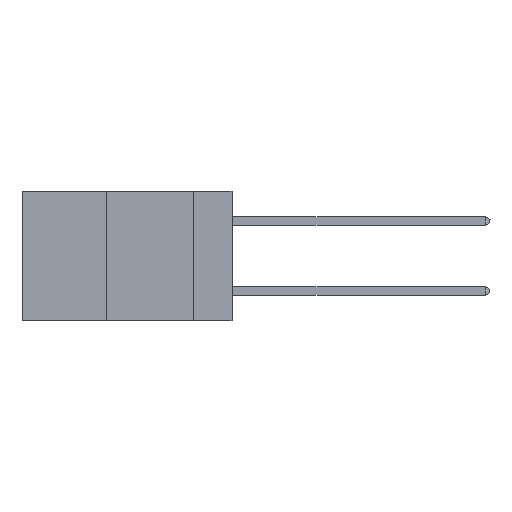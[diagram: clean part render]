
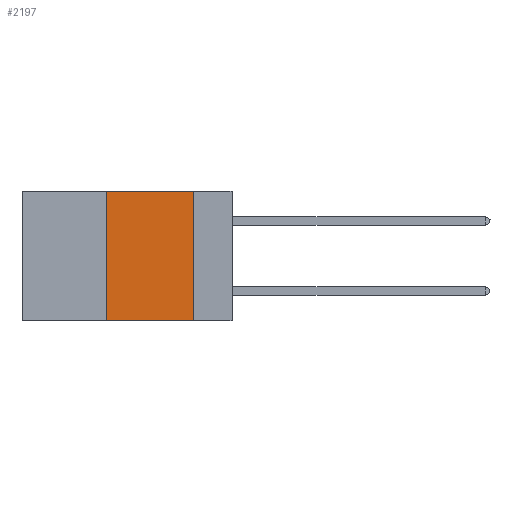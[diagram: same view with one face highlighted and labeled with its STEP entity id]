
A CAD part, left-side view. The second image highlights one B-rep face of the part: STEP entity #2197.
In plain terms, the highlighted planar face has unit normal (-1, 0, 0).
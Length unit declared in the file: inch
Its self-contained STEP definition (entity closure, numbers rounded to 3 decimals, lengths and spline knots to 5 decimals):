
#1065 = FACE_OUTER_BOUND ( 'NONE', #5164, .T. ) ;
#1074 = DIRECTION ( 'NONE',  ( 0., -1., 0. ) ) ;
#1337 = LINE ( 'NONE', #11469, #19302 ) ;
#1597 = CARTESIAN_POINT ( 'NONE',  ( 0., 0.11, 0. ) ) ;
#2197 = ADVANCED_FACE ( 'NONE', ( #1065 ), #26117, .F. ) ;
#3088 = ORIENTED_EDGE ( 'NONE', *, *, #3720, .F. ) ;
#3720 = EDGE_CURVE ( 'NONE', #5152, #6293, #5705, .T. ) ;
#5152 = VERTEX_POINT ( 'NONE', #26951 ) ;
#5164 = EDGE_LOOP ( 'NONE', ( #3088, #21032, #10534, #17186 ) ) ;
#5430 = DIRECTION ( 'NONE',  ( 0., 0., -1. ) ) ;
#5705 = LINE ( 'NONE', #1597, #13513 ) ;
#6293 = VERTEX_POINT ( 'NONE', #23486 ) ;
#10139 = LINE ( 'NONE', #12078, #23379 ) ;
#10534 = ORIENTED_EDGE ( 'NONE', *, *, #13668, .F. ) ;
#10891 = DIRECTION ( 'NONE',  ( 0., 0., -1. ) ) ;
#11469 = CARTESIAN_POINT ( 'NONE',  ( 0., 0.6, -0.37 ) ) ;
#12078 = CARTESIAN_POINT ( 'NONE',  ( 0., 0.6, 0. ) ) ;
#13470 = CARTESIAN_POINT ( 'NONE',  ( 0., 0.36, 0. ) ) ;
#13513 = VECTOR ( 'NONE', #5430, 39.37008 ) ;
#13668 = EDGE_CURVE ( 'NONE', #17088, #22686, #14084, .T. ) ;
#14084 = LINE ( 'NONE', #18691, #22126 ) ;
#14877 = AXIS2_PLACEMENT_3D ( 'NONE', #21307, #17325, #10891 ) ;
#17088 = VERTEX_POINT ( 'NONE', #23568 ) ;
#17186 = ORIENTED_EDGE ( 'NONE', *, *, #23727, .T. ) ;
#17325 = DIRECTION ( 'NONE',  ( 1., 0., 0. ) ) ;
#18691 = CARTESIAN_POINT ( 'NONE',  ( 0., 0.36, 0. ) ) ;
#19302 = VECTOR ( 'NONE', #1074, 39.37008 ) ;
#20414 = DIRECTION ( 'NONE',  ( 0., -1., 0. ) ) ;
#20743 = DIRECTION ( 'NONE',  ( 0., 0., 1. ) ) ;
#21032 = ORIENTED_EDGE ( 'NONE', *, *, #26177, .F. ) ;
#21307 = CARTESIAN_POINT ( 'NONE',  ( 0., 0.6, 0. ) ) ;
#22126 = VECTOR ( 'NONE', #20743, 39.37008 ) ;
#22686 = VERTEX_POINT ( 'NONE', #13470 ) ;
#23379 = VECTOR ( 'NONE', #20414, 39.37008 ) ;
#23486 = CARTESIAN_POINT ( 'NONE',  ( 0., 0.11, -0.37 ) ) ;
#23568 = CARTESIAN_POINT ( 'NONE',  ( 0., 0.36, -0.37 ) ) ;
#23727 = EDGE_CURVE ( 'NONE', #17088, #6293, #1337, .T. ) ;
#26117 = PLANE ( 'NONE',  #14877 ) ;
#26177 = EDGE_CURVE ( 'NONE', #22686, #5152, #10139, .T. ) ;
#26951 = CARTESIAN_POINT ( 'NONE',  ( 0., 0.11, 0. ) ) ;
